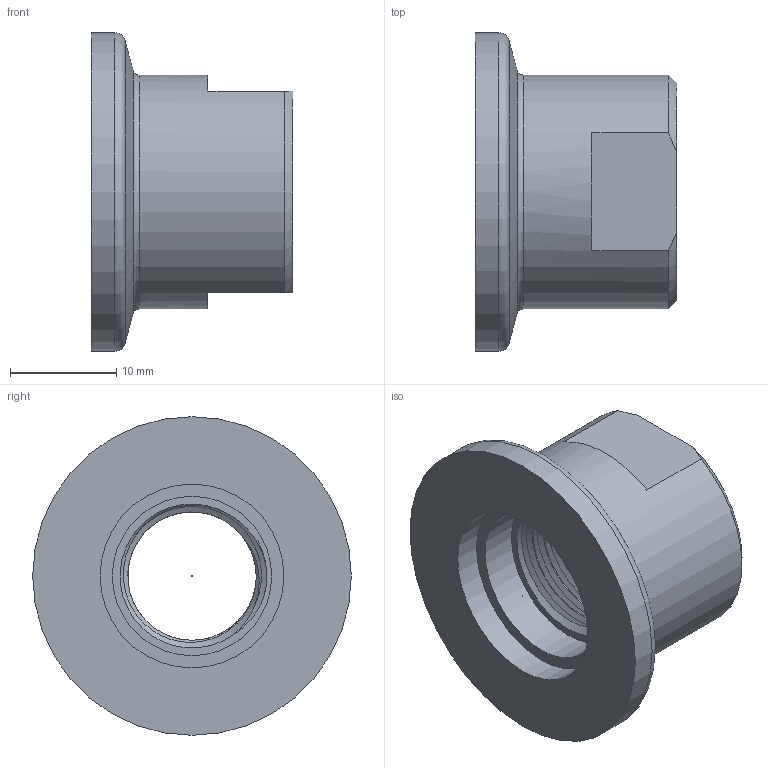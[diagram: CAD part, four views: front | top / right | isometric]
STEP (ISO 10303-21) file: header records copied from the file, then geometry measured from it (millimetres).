
FILE_DESCRIPTION (( 'STEP AP214' ), '1' );
FILE_NAME ('1KF16NF14FULLVAC.STEP', '2025-04-24T13:45:31', ( '' ), ( '' ), 'SwSTEP 2.0', 'SolidWorks 2017', '' );
FILE_SCHEMA (( 'AUTOMOTIVE_DESIGN' ));
Length unit declared in the file: millimetre
Products named in the file (1): 1KF16NF14FULLVAC
Bounding box: 19 x 30 x 30 mm (x, y, z)
Volume: 5100.7 mm3; surface area: 3676 mm2
Topology: 2 solids, 2 shells, 27 faces, 65 edges, 43 vertices
Faces by surface type: plane 9, cone 7, cylinder 5, bspline 4, torus 2
Full cylindrical faces by diameter (mm): 15 x1, 17.3 x1, 22 x1, 30.002 x1
Entity records: 7616 total; most frequent: CARTESIAN_POINT 7038, ORIENTED_EDGE 104, DIRECTION 98, EDGE_CURVE 52, AXIS2_PLACEMENT_3D 45, VERTEX_POINT 38, EDGE_LOOP 38, FACE_OUTER_BOUND 33
